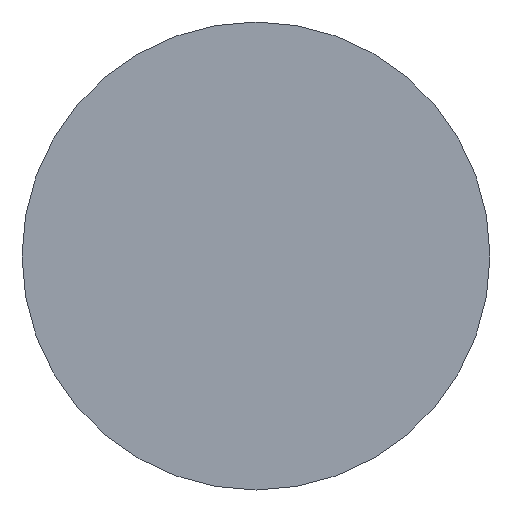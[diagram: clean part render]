
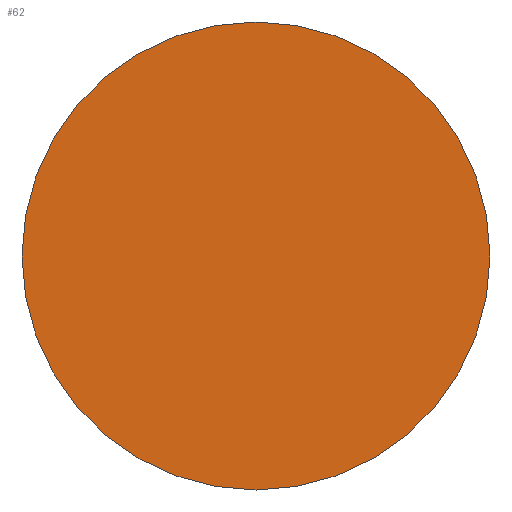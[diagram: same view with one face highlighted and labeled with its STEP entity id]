
A CAD part, front view. The second image highlights one B-rep face of the part: STEP entity #62.
In plain terms, the highlighted planar face has unit normal (0, -1, 0).
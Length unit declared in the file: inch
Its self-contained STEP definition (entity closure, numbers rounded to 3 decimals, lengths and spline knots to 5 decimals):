
#62 = ADVANCED_FACE ( 'NONE', ( #92 ), #505, .T. ) ;
#92 = FACE_OUTER_BOUND ( 'NONE', #366, .T. ) ;
#156 = CARTESIAN_POINT ( 'NONE',  ( -0.01651, -0.08714, 0.23622 ) ) ;
#203 = AXIS2_PLACEMENT_3D ( 'NONE', #361, #233, #284 ) ;
#211 = ORIENTED_EDGE ( 'NONE', *, *, #241, .T. ) ;
#227 = DIRECTION ( 'NONE',  ( 0., -1., 0. ) ) ;
#233 = DIRECTION ( 'NONE',  ( 0., -1., 0. ) ) ;
#241 = EDGE_CURVE ( 'NONE', #515, #497, #244, .T. ) ;
#242 = CARTESIAN_POINT ( 'NONE',  ( -0.01651, -0.08714, 0.15748 ) ) ;
#244 = CIRCLE ( 'NONE', #203, 0.03937 ) ;
#259 = CARTESIAN_POINT ( 'NONE',  ( -0.05635, -0.08714, 0.23669 ) ) ;
#261 = CIRCLE ( 'NONE', #384, 0.03937 ) ;
#284 = DIRECTION ( 'NONE',  ( 0., 0., -1. ) ) ;
#303 = AXIS2_PLACEMENT_3D ( 'NONE', #259, #500, #469 ) ;
#361 = CARTESIAN_POINT ( 'NONE',  ( -0.01651, -0.08714, 0.19685 ) ) ;
#366 = EDGE_LOOP ( 'NONE', ( #211, #452 ) ) ;
#384 = AXIS2_PLACEMENT_3D ( 'NONE', #427, #227, #386 ) ;
#386 = DIRECTION ( 'NONE',  ( 0., 0., -1. ) ) ;
#415 = EDGE_CURVE ( 'NONE', #497, #515, #261, .T. ) ;
#427 = CARTESIAN_POINT ( 'NONE',  ( -0.01651, -0.08714, 0.19685 ) ) ;
#452 = ORIENTED_EDGE ( 'NONE', *, *, #415, .T. ) ;
#469 = DIRECTION ( 'NONE',  ( 0., 0., -1. ) ) ;
#497 = VERTEX_POINT ( 'NONE', #156 ) ;
#500 = DIRECTION ( 'NONE',  ( 0., -1., 0. ) ) ;
#505 = PLANE ( 'NONE',  #303 ) ;
#515 = VERTEX_POINT ( 'NONE', #242 ) ;
